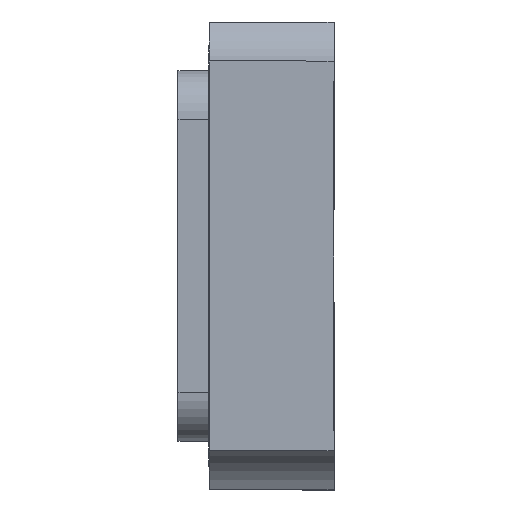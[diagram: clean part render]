
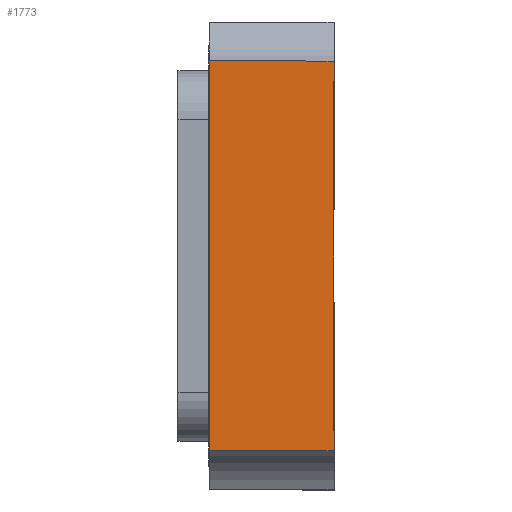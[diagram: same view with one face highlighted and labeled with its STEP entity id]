
A CAD part, left-side view. The second image highlights one B-rep face of the part: STEP entity #1773.
In plain terms, the highlighted planar face has unit normal (-1, 0, 0).
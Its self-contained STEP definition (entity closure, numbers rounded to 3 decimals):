
#640 = ORIENTED_EDGE ( 'NONE', *, *, #3810, .F. ) ;
#891 = CARTESIAN_POINT ( 'NONE',  ( -0.8, 0.32, -0.5 ) ) ;
#993 = ORIENTED_EDGE ( 'NONE', *, *, #3806, .T. ) ;
#995 = VECTOR ( 'NONE', #1375, 1000. ) ;
#1111 = VECTOR ( 'NONE', #3694, 1000. ) ;
#1239 = VERTEX_POINT ( 'NONE', #891 ) ;
#1375 = DIRECTION ( 'NONE',  ( 0., 0., 1. ) ) ;
#1730 = CARTESIAN_POINT ( 'NONE',  ( -0.8, 0., 0. ) ) ;
#1773 = ADVANCED_FACE ( 'NONE', ( #7204 ), #6963, .F. ) ;
#1813 = VERTEX_POINT ( 'NONE', #5836 ) ;
#1869 = VECTOR ( 'NONE', #6917, 1000. ) ;
#2062 = DIRECTION ( 'NONE',  ( 0., 0., 1. ) ) ;
#2100 = CARTESIAN_POINT ( 'NONE',  ( -0.8, 0., -0.5 ) ) ;
#2341 = VERTEX_POINT ( 'NONE', #5898 ) ;
#2353 = AXIS2_PLACEMENT_3D ( 'NONE', #7835, #7457, #7485 ) ;
#2569 = VECTOR ( 'NONE', #6260, 1000. ) ;
#2769 = LINE ( 'NONE', #5568, #5969 ) ;
#3291 = VERTEX_POINT ( 'NONE', #5624 ) ;
#3438 = DIRECTION ( 'NONE',  ( 0., 1., 0. ) ) ;
#3504 = ORIENTED_EDGE ( 'NONE', *, *, #3790, .F. ) ;
#3694 = DIRECTION ( 'NONE',  ( 0., -1., 0. ) ) ;
#3708 = EDGE_CURVE ( 'NONE', #3291, #4653, #6789, .T. ) ;
#3715 = CARTESIAN_POINT ( 'NONE',  ( -0.8, 0.32, 0.5 ) ) ;
#3731 = VECTOR ( 'NONE', #3438, 1000. ) ;
#3769 = EDGE_CURVE ( 'NONE', #1239, #5887, #6156, .T. ) ;
#3790 = EDGE_CURVE ( 'NONE', #5386, #1813, #2769, .T. ) ;
#3794 = EDGE_CURVE ( 'NONE', #5887, #2341, #4588, .T. ) ;
#3806 = EDGE_CURVE ( 'NONE', #2341, #3291, #6776, .T. ) ;
#3810 = EDGE_CURVE ( 'NONE', #4844, #4653, #5236, .T. ) ;
#3825 = EDGE_CURVE ( 'NONE', #4844, #1813, #7590, .T. ) ;
#4157 = ORIENTED_EDGE ( 'NONE', *, *, #3769, .T. ) ;
#4447 = EDGE_LOOP ( 'NONE', ( #3504, #5788, #4157, #6322, #993, #8062, #640, #6758 ) ) ;
#4588 = LINE ( 'NONE', #5979, #2569 ) ;
#4653 = VERTEX_POINT ( 'NONE', #5974 ) ;
#4844 = VERTEX_POINT ( 'NONE', #7601 ) ;
#4900 = DIRECTION ( 'NONE',  ( 0., -1., 0. ) ) ;
#4996 = LINE ( 'NONE', #6243, #8085 ) ;
#5236 = LINE ( 'NONE', #6819, #3731 ) ;
#5243 = VECTOR ( 'NONE', #2062, 1000. ) ;
#5386 = VERTEX_POINT ( 'NONE', #3715 ) ;
#5568 = CARTESIAN_POINT ( 'NONE',  ( -0.8, 0.4, 0.5 ) ) ;
#5624 = CARTESIAN_POINT ( 'NONE',  ( -0.8, 0., -0.446 ) ) ;
#5788 = ORIENTED_EDGE ( 'NONE', *, *, #6820, .F. ) ;
#5822 = CARTESIAN_POINT ( 'NONE',  ( -0.8, 0., -0.5 ) ) ;
#5836 = CARTESIAN_POINT ( 'NONE',  ( -0.8, 0., 0.5 ) ) ;
#5887 = VERTEX_POINT ( 'NONE', #5822 ) ;
#5898 = CARTESIAN_POINT ( 'NONE',  ( -0.8, 0., -0.446 ) ) ;
#5969 = VECTOR ( 'NONE', #4900, 1000. ) ;
#5974 = CARTESIAN_POINT ( 'NONE',  ( -0.8, 0., 0.446 ) ) ;
#5979 = CARTESIAN_POINT ( 'NONE',  ( -0.8, 0., 0. ) ) ;
#6156 = LINE ( 'NONE', #6788, #1111 ) ;
#6210 = DIRECTION ( 'NONE',  ( 0., 0., 1. ) ) ;
#6243 = CARTESIAN_POINT ( 'NONE',  ( -0.8, 0.32, -0.682 ) ) ;
#6260 = DIRECTION ( 'NONE',  ( 0., 0., 1. ) ) ;
#6322 = ORIENTED_EDGE ( 'NONE', *, *, #3794, .T. ) ;
#6758 = ORIENTED_EDGE ( 'NONE', *, *, #3825, .T. ) ;
#6776 = LINE ( 'NONE', #7948, #1869 ) ;
#6788 = CARTESIAN_POINT ( 'NONE',  ( -0.8, 0.4, -0.5 ) ) ;
#6789 = LINE ( 'NONE', #2100, #5243 ) ;
#6819 = CARTESIAN_POINT ( 'NONE',  ( -0.8, 0., 0.446 ) ) ;
#6820 = EDGE_CURVE ( 'NONE', #1239, #5386, #4996, .T. ) ;
#6917 = DIRECTION ( 'NONE',  ( 0., 1., 0. ) ) ;
#6963 = PLANE ( 'NONE',  #2353 ) ;
#7204 = FACE_OUTER_BOUND ( 'NONE', #4447, .T. ) ;
#7457 = DIRECTION ( 'NONE',  ( 1., 0., 0. ) ) ;
#7485 = DIRECTION ( 'NONE',  ( 0., 0., -1. ) ) ;
#7590 = LINE ( 'NONE', #1730, #995 ) ;
#7601 = CARTESIAN_POINT ( 'NONE',  ( -0.8, 0., 0.446 ) ) ;
#7835 = CARTESIAN_POINT ( 'NONE',  ( -0.8, 0.4, -0.5 ) ) ;
#7948 = CARTESIAN_POINT ( 'NONE',  ( -0.8, 0., -0.446 ) ) ;
#8062 = ORIENTED_EDGE ( 'NONE', *, *, #3708, .T. ) ;
#8085 = VECTOR ( 'NONE', #6210, 1000. ) ;
